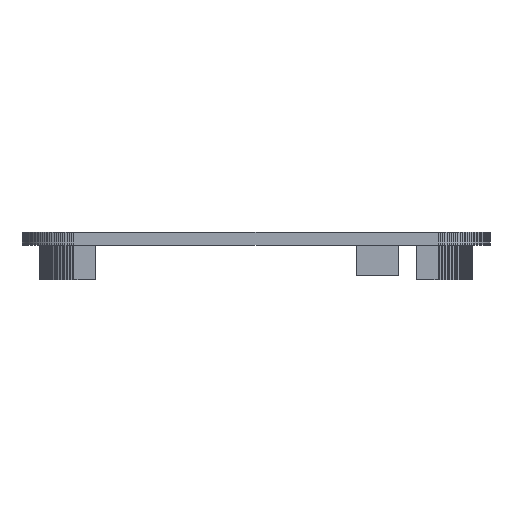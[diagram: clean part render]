
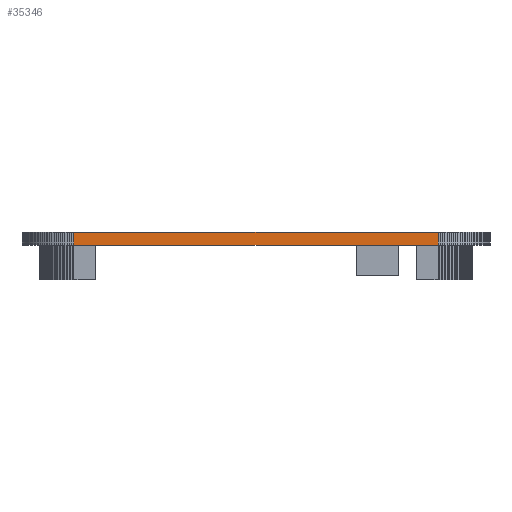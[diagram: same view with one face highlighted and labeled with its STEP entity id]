
A CAD part, left-side view. The second image highlights one B-rep face of the part: STEP entity #35346.
In plain terms, the highlighted planar face has unit normal (-1, 0, 0).
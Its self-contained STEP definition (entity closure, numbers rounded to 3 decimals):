
#1510=FACE_OUTER_BOUND('',#3191,.T.);
#3191=EDGE_LOOP('',(#29438,#29439,#29440,#29441));
#3893=LINE('',#46844,#8643);
#7257=LINE('',#53573,#12007);
#7949=LINE('',#54944,#12699);
#7950=LINE('',#54945,#12700);
#8643=VECTOR('',#37831,0.378);
#12007=VECTOR('',#42661,0.378);
#12699=VECTOR('',#44249,0.378);
#12700=VECTOR('',#44250,0.378);
#13375=VERTEX_POINT('',#46841);
#13376=VERTEX_POINT('',#46843);
#16007=VERTEX_POINT('',#53570);
#16008=VERTEX_POINT('',#53572);
#16705=EDGE_CURVE('',#13376,#13375,#3893,.T.);
#20069=EDGE_CURVE('',#16007,#16008,#7257,.T.);
#20761=EDGE_CURVE('',#16007,#13376,#7949,.T.);
#20762=EDGE_CURVE('',#16008,#13375,#7950,.T.);
#29438=ORIENTED_EDGE('',*,*,#20761,.T.);
#29439=ORIENTED_EDGE('',*,*,#16705,.T.);
#29440=ORIENTED_EDGE('',*,*,#20762,.F.);
#29441=ORIENTED_EDGE('',*,*,#20069,.F.);
#32051=PLANE('',#36966);
#35346=ADVANCED_FACE('',(#1510),#32051,.T.);
#36966=AXIS2_PLACEMENT_3D('',#54943,#44247,#44248);
#37831=DIRECTION('',(0.,1.,0.));
#42661=DIRECTION('',(0.,1.,0.));
#44247=DIRECTION('center_axis',(-1.,0.,0.));
#44248=DIRECTION('ref_axis',(0.,0.,1.));
#44249=DIRECTION('',(0.,0.,1.));
#44250=DIRECTION('',(0.,0.,1.));
#46841=CARTESIAN_POINT('',(938.829,564.452,-35.22));
#46843=CARTESIAN_POINT('',(938.829,524.029,-35.22));
#46844=CARTESIAN_POINT('',(938.829,524.029,-35.22));
#53570=CARTESIAN_POINT('',(938.829,524.029,-36.66));
#53572=CARTESIAN_POINT('',(938.829,564.452,-36.66));
#53573=CARTESIAN_POINT('',(938.829,527.678,-36.66));
#54943=CARTESIAN_POINT('Origin',(938.829,524.029,-36.66));
#54944=CARTESIAN_POINT('',(938.829,524.029,-36.66));
#54945=CARTESIAN_POINT('',(938.829,564.452,-36.66));
